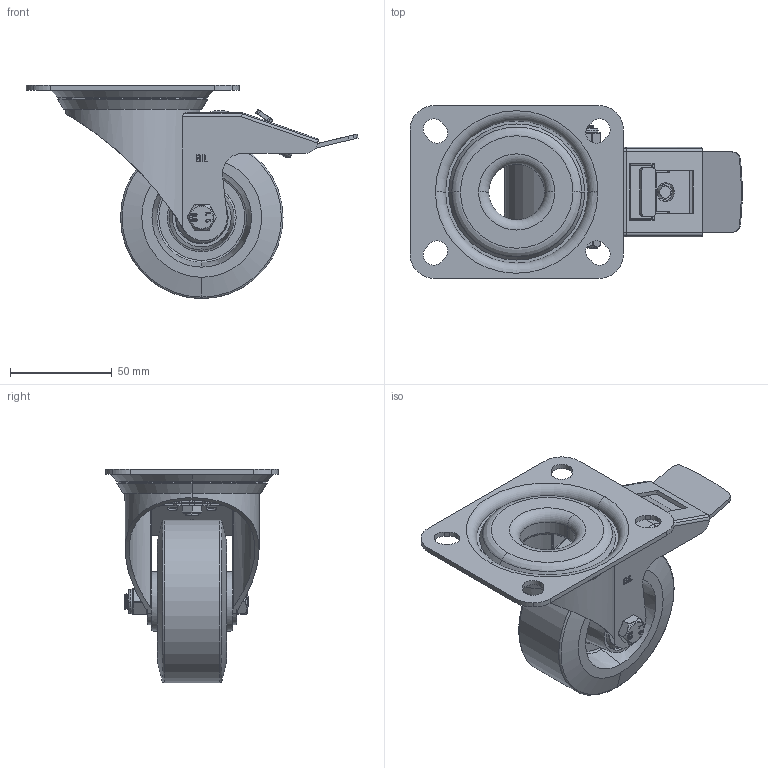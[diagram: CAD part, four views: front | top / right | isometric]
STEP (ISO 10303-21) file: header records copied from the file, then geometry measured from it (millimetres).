
FILE_DESCRIPTION(('STEP AP214'),'1');
FILE_NAME('BZMM80LRNBSWB.STEP','2022-11-01T11:49:52',(' '),(' '),'Spatial InterOp 3D',' ',' ');
FILE_SCHEMA(('AUTOMOTIVE_DESIGN { 1 0 10303 214 1 1 1 1 }'));
Length unit declared in the file: metre
Products named in the file (30): ZINC PLATED, PRESSED STEEL TOP PLATE; ZINC PLATED, PRESSED STEEL TOP PLATE Geometry; BALL BEARINGS; Component1; BZMM80ASSWB; ZINC PLATED, PRESSED STEEL FORKS; BEARING SEAL; ZINC PLATED, PRESSED STEEL BRAKE PEDAL; ZINC PLATED, PRESSED STEEL BRAKE PEDAL Geometry; BRAKE BOLT; BRAKE PAD; BRAKE PAD Geometry; NUT; BOLT; BZMM80LRNBSWB; BZML80WRNRB; 72 SHORE A ELASTIC RUBBER TYRE; NYLON RIM; ROLLER BEARING; CAGE; ribs; Component2; TUBEM12X40; ZINC PLATED STEEL TUBE; HEXBOLTM8X55Z8.8; GRADE 8.8 ZINC PLATED BOLT; NYLOC NUT; NUT2; RUBBER; NYLOCM8Z
Assembly tree (59 placements, depth 5):
  BZMM80LRNBSWB
    BZMM80ASSWB
      ZINC PLATED, PRESSED STEEL TOP PLATE
        ZINC PLATED, PRESSED STEEL TOP PLATE Geometry
        BALL BEARINGS
          Component1  x24
      ZINC PLATED, PRESSED STEEL FORKS
      BEARING SEAL
      ZINC PLATED, PRESSED STEEL BRAKE PEDAL
        ZINC PLATED, PRESSED STEEL BRAKE PEDAL Geometry
        BRAKE BOLT
      BRAKE PAD
        BRAKE PAD Geometry
        NUT
        BOLT
    BZML80WRNRB
      72 SHORE A ELASTIC RUBBER TYRE
      NYLON RIM
      ROLLER BEARING
        CAGE
        ribs
          Component2  x8
    TUBEM12X40
      ZINC PLATED STEEL TUBE
    HEXBOLTM8X55Z8.8
      GRADE 8.8 ZINC PLATED BOLT
    NYLOCM8Z
      NYLOC NUT
        NUT2
        RUBBER
Bounding box: 163.41 x 85 x 105 mm (x, y, z)
Volume: 205973 mm3; surface area: 115508.1 mm2
Topology: 47 solids, 47 shells, 900 faces, 2353 edges, 1441 vertices
Faces by surface type: plane 357, cylinder 337, sphere 92, torus 46, cone 30, extrusion 28, bspline 10
Entity records: 34466 total; most frequent: CARTESIAN_POINT 12873, DIRECTION 4491, ORIENTED_EDGE 4278, EDGE_CURVE 2139, AXIS2_PLACEMENT_3D 1650, VERTEX_POINT 1353, VECTOR 1191, LINE 1163
